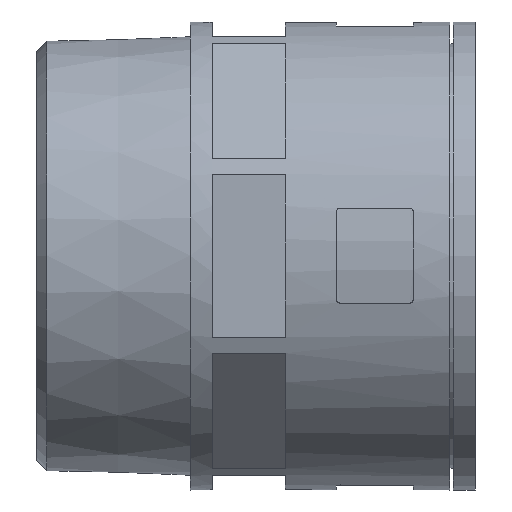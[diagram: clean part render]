
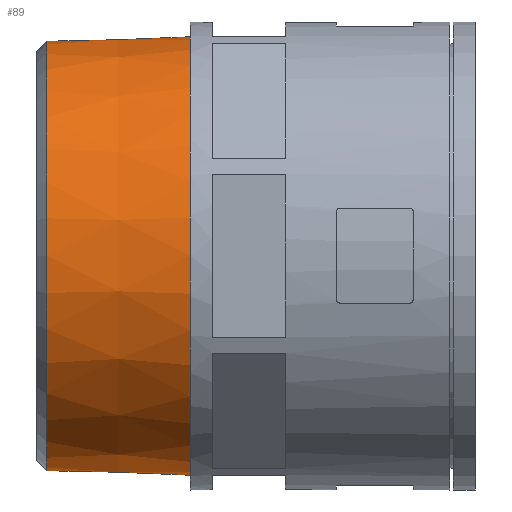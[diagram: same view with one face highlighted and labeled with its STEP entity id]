
A CAD part, top view. The second image highlights one B-rep face of the part: STEP entity #89.
In plain terms, the highlighted conical face has half-angle 1.788 degrees and reference radius 29.367 mm.
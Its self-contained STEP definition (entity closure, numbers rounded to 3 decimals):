
#89 = ADVANCED_FACE( '', ( #194, #195 ), #196, .T. );
#194 = FACE_OUTER_BOUND( '', #374, .T. );
#195 = FACE_BOUND( '', #375, .T. );
#196 = CONICAL_SURFACE( '', #376, 29.367, 0.031 );
#374 = EDGE_LOOP( '', ( #674 ) );
#375 = EDGE_LOOP( '', ( #675 ) );
#376 = AXIS2_PLACEMENT_3D( '', #676, #677, #678 );
#674 = ORIENTED_EDGE( '', *, *, #1164, .F. );
#675 = ORIENTED_EDGE( '', *, *, #1167, .T. );
#676 = CARTESIAN_POINT( '', ( 1.389, 0., 0. ) );
#677 = DIRECTION( '', ( 1., 0., 0. ) );
#678 = DIRECTION( '', ( 0., 0., -1. ) );
#1164 = EDGE_CURVE( '', #1418, #1418, #1419, .T. );
#1167 = EDGE_CURVE( '', #1422, #1422, #1423, .T. );
#1418 = VERTEX_POINT( '', #1886 );
#1419 = CIRCLE( '', #1887, 29.979 );
#1422 = VERTEX_POINT( '', #1892 );
#1423 = CIRCLE( '', #1893, 29.367 );
#1886 = CARTESIAN_POINT( '', ( 21., 0., -29.979 ) );
#1887 = AXIS2_PLACEMENT_3D( '', #2134, #2135, #2136 );
#1892 = CARTESIAN_POINT( '', ( 1.389, 0., -29.367 ) );
#1893 = AXIS2_PLACEMENT_3D( '', #2139, #2140, #2141 );
#2134 = CARTESIAN_POINT( '', ( 21., 0., 0. ) );
#2135 = DIRECTION( '', ( 1., 0., 0. ) );
#2136 = DIRECTION( '', ( 0., 0., -1. ) );
#2139 = CARTESIAN_POINT( '', ( 1.389, 0., 0. ) );
#2140 = DIRECTION( '', ( 1., 0., 0. ) );
#2141 = DIRECTION( '', ( 0., 0., -1. ) );
